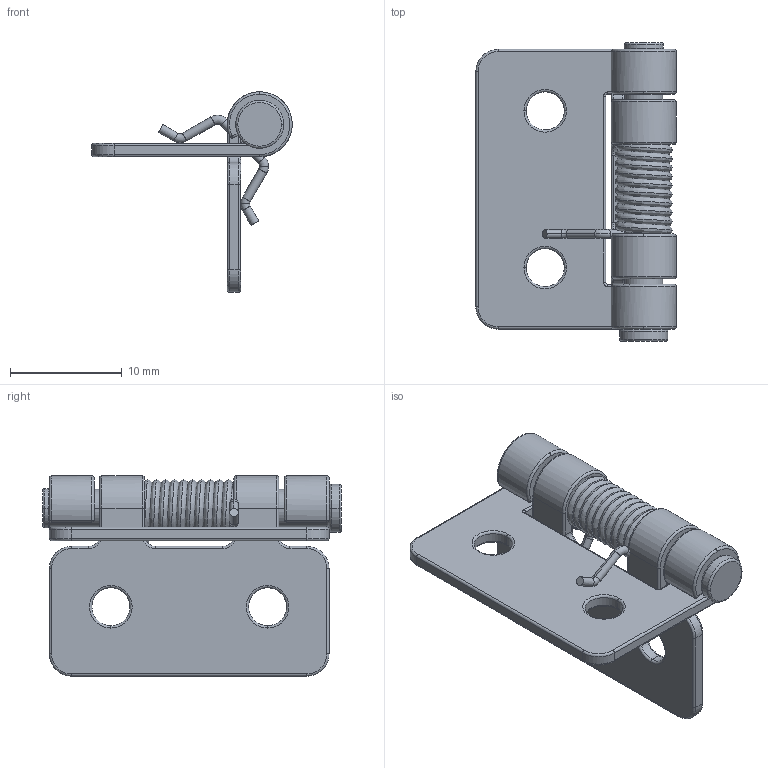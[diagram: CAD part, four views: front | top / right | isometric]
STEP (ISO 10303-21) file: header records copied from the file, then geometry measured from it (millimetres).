
FILE_DESCRIPTION (( 'STEP AP214' ), '1' );
FILE_NAME ('CL-202.STEP', '2015-10-01T03:14:33', ( '' ), ( '' ), 'SwSTEP 2.0', 'SolidWorks 2010', '' );
FILE_SCHEMA (( 'AUTOMOTIVE_DESIGN' ));
Length unit declared in the file: millimetre
Products named in the file (5): 扭簧; ping; 公; 母; CL-202
Assembly tree (4 placements, depth 2):
  CL-202
    公
    ping
    母
    扭簧
Bounding box: 17.9 x 26.7 x 17.9 mm (x, y, z)
Volume: 1260.9 mm3; surface area: 2580.4 mm2
Topology: 4 solids, 4 shells, 250 faces, 577 edges, 316 vertices
Faces by surface type: cylinder 107, torus 92, plane 31, sphere 16, bspline 4
Entity records: 11744 total; most frequent: CARTESIAN_POINT 5804, DIRECTION 1408, ORIENTED_EDGE 1122, AXIS2_PLACEMENT_3D 621, EDGE_CURVE 561, CIRCLE 368, VERTEX_POINT 316, EDGE_LOOP 259
